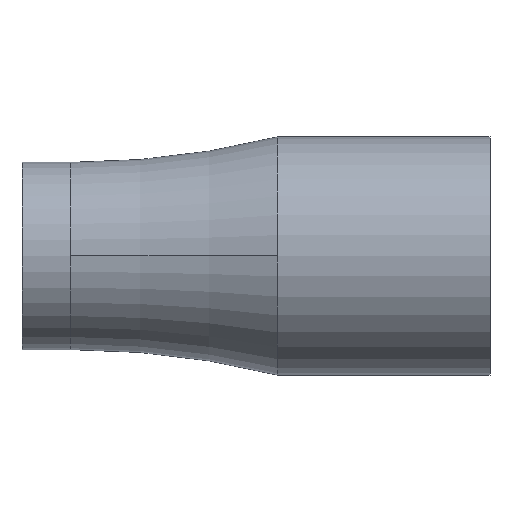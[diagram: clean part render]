
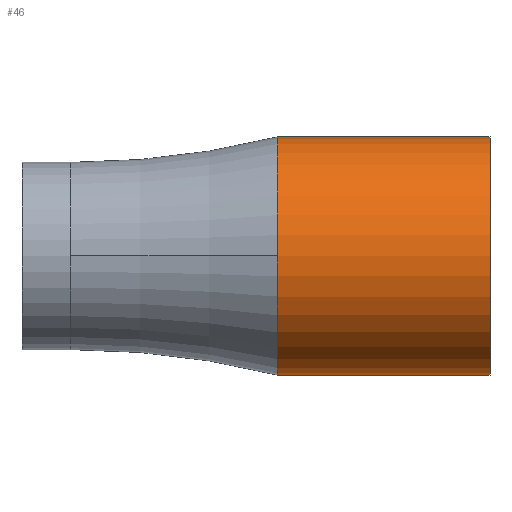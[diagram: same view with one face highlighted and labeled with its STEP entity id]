
A CAD part, top view. The second image highlights one B-rep face of the part: STEP entity #46.
In plain terms, the highlighted cylindrical face has radius 5.6 mm (diameter 11.2 mm), a partial arc.
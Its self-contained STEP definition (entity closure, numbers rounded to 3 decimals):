
#46=ADVANCED_FACE('',(#91),#92,.T.);
#91=FACE_OUTER_BOUND('',#183,.T.);
#92=CYLINDRICAL_SURFACE('',#184,5.6);
#183=EDGE_LOOP('',(#275,#276,#277,#278,#279));
#184=AXIS2_PLACEMENT_3D('',#280,#281,#282);
#275=ORIENTED_EDGE('',*,*,#643,.F.);
#276=ORIENTED_EDGE('',*,*,#644,.T.);
#277=ORIENTED_EDGE('',*,*,#645,.T.);
#278=ORIENTED_EDGE('',*,*,#646,.F.);
#279=ORIENTED_EDGE('',*,*,#647,.F.);
#280=CARTESIAN_POINT('',(17.0,0.0,0.0));
#281=DIRECTION('',(1.0,0.0,0.0));
#282=DIRECTION('',(0.0,1.0,0.0));
#643=EDGE_CURVE('',#761,#762,#763,.T.);
#644=EDGE_CURVE('',#761,#764,#765,.T.);
#645=EDGE_CURVE('',#764,#766,#767,.T.);
#646=EDGE_CURVE('',#768,#766,#769,.T.);
#647=EDGE_CURVE('',#762,#768,#770,.T.);
#761=VERTEX_POINT('',#957);
#762=VERTEX_POINT('',#958);
#763=LINE('',#959,#960);
#764=VERTEX_POINT('',#961);
#765=CIRCLE('',#962,5.6);
#766=VERTEX_POINT('',#963);
#767=CIRCLE('',#964,5.6);
#768=VERTEX_POINT('',#965);
#769=LINE('',#966,#967);
#770=CIRCLE('',#968,5.6);
#957=CARTESIAN_POINT('',(12.0,5.6,0.0));
#958=CARTESIAN_POINT('',(22.0,5.6,0.0));
#959=CARTESIAN_POINT('',(17.0,5.6,0.));
#960=VECTOR('',#1489,1.0);
#961=CARTESIAN_POINT('',(12.0,0.,5.6));
#962=AXIS2_PLACEMENT_3D('',#1490,#1491,#1492);
#963=CARTESIAN_POINT('',(12.0,-5.6,0.));
#964=AXIS2_PLACEMENT_3D('',#1493,#1494,#1495);
#965=CARTESIAN_POINT('',(22.0,-5.6,0.));
#966=CARTESIAN_POINT('',(17.0,-5.6,0.));
#967=VECTOR('',#1496,1.0);
#968=AXIS2_PLACEMENT_3D('',#1497,#1498,#1499);
#1489=DIRECTION('',(1.0,0.0,0.0));
#1490=CARTESIAN_POINT('',(12.0,0.0,0.0));
#1491=DIRECTION('',(1.0,0.0,0.0));
#1492=DIRECTION('',(0.0,1.0,0.0));
#1493=CARTESIAN_POINT('',(12.0,0.0,0.0));
#1494=DIRECTION('',(1.0,0.0,0.0));
#1495=DIRECTION('',(0.0,1.0,0.0));
#1496=DIRECTION('',(-1.0,-0.0,-0.0));
#1497=CARTESIAN_POINT('',(22.0,0.0,0.0));
#1498=DIRECTION('',(1.0,0.0,0.0));
#1499=DIRECTION('',(0.0,1.0,0.0));
